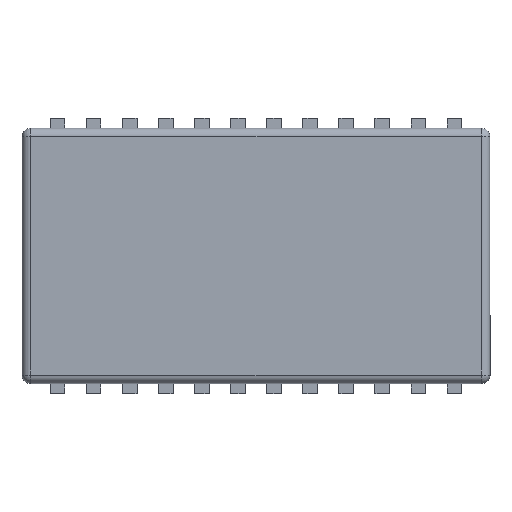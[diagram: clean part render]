
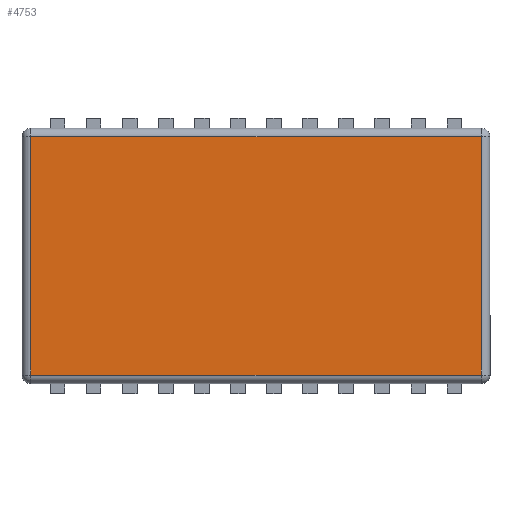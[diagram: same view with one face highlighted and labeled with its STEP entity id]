
A CAD part, top view. The second image highlights one B-rep face of the part: STEP entity #4753.
In plain terms, the highlighted planar face has unit normal (0, 0, 1).
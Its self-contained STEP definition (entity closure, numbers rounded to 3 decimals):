
#18 = CARTESIAN_POINT ( 'NONE',  ( -7.95, 4.2, 2.5 ) ) ;
#107 = CARTESIAN_POINT ( 'NONE',  ( 0., 0., 2.5 ) ) ;
#212 = FACE_OUTER_BOUND ( 'NONE', #1213, .T. ) ;
#325 = VECTOR ( 'NONE', #551, 1000. ) ;
#448 = ORIENTED_EDGE ( 'NONE', *, *, #5486, .T. ) ;
#528 = LINE ( 'NONE', #4324, #1031 ) ;
#551 = DIRECTION ( 'NONE',  ( 1., 0., 0. ) ) ;
#590 = ORIENTED_EDGE ( 'NONE', *, *, #3087, .T. ) ;
#952 = LINE ( 'NONE', #1315, #2877 ) ;
#1031 = VECTOR ( 'NONE', #2671, 1000. ) ;
#1058 = PLANE ( 'NONE',  #3846 ) ;
#1116 = EDGE_CURVE ( 'NONE', #1509, #4767, #528, .T. ) ;
#1213 = EDGE_LOOP ( 'NONE', ( #2551, #590, #2242, #448 ) ) ;
#1315 = CARTESIAN_POINT ( 'NONE',  ( 7.95, 4.5, 2.5 ) ) ;
#1509 = VERTEX_POINT ( 'NONE', #18 ) ;
#1798 = DIRECTION ( 'NONE',  ( 0., 0., 1. ) ) ;
#1837 = LINE ( 'NONE', #3625, #3817 ) ;
#2242 = ORIENTED_EDGE ( 'NONE', *, *, #1116, .T. ) ;
#2551 = ORIENTED_EDGE ( 'NONE', *, *, #4582, .T. ) ;
#2671 = DIRECTION ( 'NONE',  ( 0., -1., 0. ) ) ;
#2877 = VECTOR ( 'NONE', #3824, 1000. ) ;
#3087 = EDGE_CURVE ( 'NONE', #4027, #1509, #1837, .T. ) ;
#3233 = CARTESIAN_POINT ( 'NONE',  ( -7.95, -4.2, 2.5 ) ) ;
#3344 = CARTESIAN_POINT ( 'NONE',  ( 7.95, -4.2, 2.5 ) ) ;
#3515 = DIRECTION ( 'NONE',  ( 1., 0., 0. ) ) ;
#3625 = CARTESIAN_POINT ( 'NONE',  ( -7.95, 4.2, 2.5 ) ) ;
#3667 = VERTEX_POINT ( 'NONE', #3344 ) ;
#3817 = VECTOR ( 'NONE', #3935, 1000. ) ;
#3824 = DIRECTION ( 'NONE',  ( 0., 1., 0. ) ) ;
#3846 = AXIS2_PLACEMENT_3D ( 'NONE', #107, #1798, #3515 ) ;
#3935 = DIRECTION ( 'NONE',  ( -1., 0., 0. ) ) ;
#3982 = LINE ( 'NONE', #4372, #325 ) ;
#4027 = VERTEX_POINT ( 'NONE', #4212 ) ;
#4212 = CARTESIAN_POINT ( 'NONE',  ( 7.95, 4.2, 2.5 ) ) ;
#4324 = CARTESIAN_POINT ( 'NONE',  ( -7.95, -4.5, 2.5 ) ) ;
#4372 = CARTESIAN_POINT ( 'NONE',  ( 7.95, -4.2, 2.5 ) ) ;
#4582 = EDGE_CURVE ( 'NONE', #3667, #4027, #952, .T. ) ;
#4753 = ADVANCED_FACE ( 'NONE', ( #212 ), #1058, .T. ) ;
#4767 = VERTEX_POINT ( 'NONE', #3233 ) ;
#5486 = EDGE_CURVE ( 'NONE', #4767, #3667, #3982, .T. ) ;
